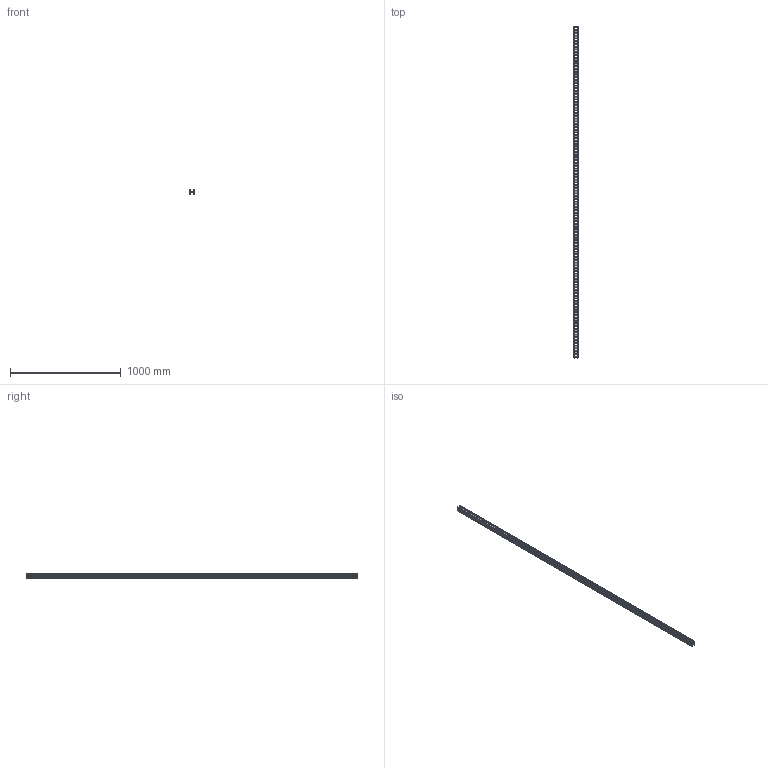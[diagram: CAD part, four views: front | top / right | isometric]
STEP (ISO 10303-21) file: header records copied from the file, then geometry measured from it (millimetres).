
FILE_DESCRIPTION((''),'2;1');
FILE_NAME('645530_ASM','2018-12-05T13:58:02',('tomasz.grudniewski'),(''),'CREO PARAMETRIC BY PTC INC, 2018260','CREO PARAMETRIC BY PTC INC, 2018260','');
FILE_SCHEMA(('CONFIG_CONTROL_DESIGN'));
Length unit declared in the file: millimetre
Products named in the file (2): 643230_PRT; 645530_ASM
Assembly tree (2 placements, depth 2):
  645530_ASM
    643230_PRT  x2
Bounding box: 41 x 3000 x 42 mm (x, y, z)
Volume: 1125298.9 mm3; surface area: 1168067.5 mm2
Topology: 2 solids, 2 shells, 588 faces, 1656 edges, 1072 vertices
Faces by surface type: plane 324, cylinder 264
Entity records: 9807 total; most frequent: DIRECTION 1688, CARTESIAN_POINT 1662, ORIENTED_EDGE 1656, EDGE_CURVE 828, VECTOR 564, LINE 564, AXIS2_PLACEMENT_3D 562, VERTEX_POINT 536
